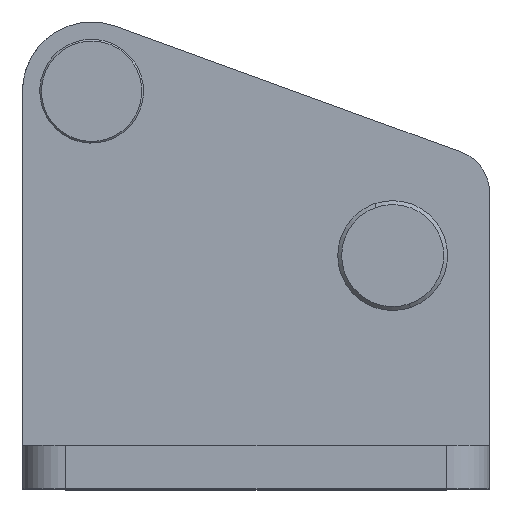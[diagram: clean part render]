
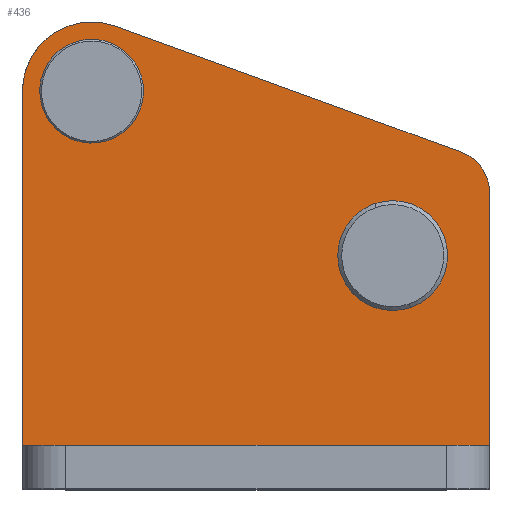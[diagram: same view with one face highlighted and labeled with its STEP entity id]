
A CAD part, top view. The second image highlights one B-rep face of the part: STEP entity #436.
In plain terms, the highlighted face is planar.
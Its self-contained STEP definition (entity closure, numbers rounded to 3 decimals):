
#23 = EDGE_CURVE ( 'NONE', #1792, #437, #201, .T. ) ;
#71 = CARTESIAN_POINT ( 'NONE',  ( -5., 5., 54. ) ) ;
#143 = LINE ( 'NONE', #1022, #1378 ) ;
#148 = CIRCLE ( 'NONE', #2854, 4.015 ) ;
#153 = LINE ( 'NONE', #1890, #678 ) ;
#171 = DIRECTION ( 'NONE',  ( -1., 0., 0. ) ) ;
#175 = AXIS2_PLACEMENT_3D ( 'NONE', #479, #2035, #698 ) ;
#201 = CIRCLE ( 'NONE', #1336, 5. ) ;
#206 = DIRECTION ( 'NONE',  ( 1., 0., 0. ) ) ;
#212 = CARTESIAN_POINT ( 'NONE',  ( -5., 34.27, 49. ) ) ;
#236 = VERTEX_POINT ( 'NONE', #71 ) ;
#269 = ORIENTED_EDGE ( 'NONE', *, *, #2394, .F. ) ;
#271 = EDGE_CURVE ( 'NONE', #1687, #2219, #2717, .T. ) ;
#330 = EDGE_LOOP ( 'NONE', ( #269, #684, #608, #1091, #394, #690 ) ) ;
#388 = LINE ( 'NONE', #2206, #2317 ) ;
#394 = ORIENTED_EDGE ( 'NONE', *, *, #1158, .F. ) ;
#420 = CARTESIAN_POINT ( 'NONE',  ( -5., 46., 3.985 ) ) ;
#436 = ADVANCED_FACE ( 'NONE', ( #2446, #1633, #1045 ), #1132, .F. ) ;
#437 = VERTEX_POINT ( 'NONE', #2436 ) ;
#463 = DIRECTION ( 'NONE',  ( -1., 0., 0. ) ) ;
#479 = CARTESIAN_POINT ( 'NONE',  ( -5., 27., 42.8 ) ) ;
#553 = CARTESIAN_POINT ( 'NONE',  ( -5., 46., 12.015 ) ) ;
#608 = ORIENTED_EDGE ( 'NONE', *, *, #2180, .F. ) ;
#678 = VECTOR ( 'NONE', #795, 1000. ) ;
#683 = AXIS2_PLACEMENT_3D ( 'NONE', #2260, #206, #1150 ) ;
#684 = ORIENTED_EDGE ( 'NONE', *, *, #837, .T. ) ;
#689 = ORIENTED_EDGE ( 'NONE', *, *, #2030, .F. ) ;
#690 = ORIENTED_EDGE ( 'NONE', *, *, #271, .F. ) ;
#698 = DIRECTION ( 'NONE',  ( 0., 0., 1. ) ) ;
#753 = CARTESIAN_POINT ( 'NONE',  ( -5., 5., 54. ) ) ;
#767 = EDGE_CURVE ( 'NONE', #2611, #1552, #1465, .T. ) ;
#795 = DIRECTION ( 'NONE',  ( 0., -1., 0. ) ) ;
#817 = DIRECTION ( 'NONE',  ( 0., 0., 1. ) ) ;
#837 = EDGE_CURVE ( 'NONE', #2564, #236, #143, .T. ) ;
#851 = CARTESIAN_POINT ( 'NONE',  ( -5., 46., 8. ) ) ;
#1005 = EDGE_LOOP ( 'NONE', ( #2728, #689 ) ) ;
#1009 = AXIS2_PLACEMENT_3D ( 'NONE', #1185, #2737, #1410 ) ;
#1022 = CARTESIAN_POINT ( 'NONE',  ( -5., 5., 27. ) ) ;
#1029 = ORIENTED_EDGE ( 'NONE', *, *, #767, .F. ) ;
#1045 = FACE_OUTER_BOUND ( 'NONE', #330, .T. ) ;
#1091 = ORIENTED_EDGE ( 'NONE', *, *, #23, .F. ) ;
#1095 = DIRECTION ( 'NONE',  ( 0., -0.342, 0.94 ) ) ;
#1132 = PLANE ( 'NONE',  #2730 ) ;
#1150 = DIRECTION ( 'NONE',  ( 0., 0., 1. ) ) ;
#1158 = EDGE_CURVE ( 'NONE', #2219, #1792, #388, .T. ) ;
#1185 = CARTESIAN_POINT ( 'NONE',  ( -5., 27., 42.8 ) ) ;
#1336 = AXIS2_PLACEMENT_3D ( 'NONE', #212, #1542, #2378 ) ;
#1377 = DIRECTION ( 'NONE',  ( 0., 0., -1. ) ) ;
#1378 = VECTOR ( 'NONE', #817, 1000. ) ;
#1379 = LINE ( 'NONE', #2858, #2554 ) ;
#1381 = CARTESIAN_POINT ( 'NONE',  ( -5., 5., 0. ) ) ;
#1410 = DIRECTION ( 'NONE',  ( 0., 0., 1. ) ) ;
#1465 = CIRCLE ( 'NONE', #2843, 4.015 ) ;
#1471 = CARTESIAN_POINT ( 'NONE',  ( -5., 53.518, 10.736 ) ) ;
#1498 = DIRECTION ( 'NONE',  ( 0., 0., 1. ) ) ;
#1542 = DIRECTION ( 'NONE',  ( 1., 0., 0. ) ) ;
#1552 = VERTEX_POINT ( 'NONE', #553 ) ;
#1588 = DIRECTION ( 'NONE',  ( 1., 0., 0. ) ) ;
#1633 = FACE_BOUND ( 'NONE', #2583, .T. ) ;
#1687 = VERTEX_POINT ( 'NONE', #2655 ) ;
#1792 = VERTEX_POINT ( 'NONE', #2848 ) ;
#1795 = CARTESIAN_POINT ( 'NONE',  ( -5., 46., 8. ) ) ;
#1838 = VERTEX_POINT ( 'NONE', #2536 ) ;
#1849 = ORIENTED_EDGE ( 'NONE', *, *, #2490, .F. ) ;
#1890 = CARTESIAN_POINT ( 'NONE',  ( -5., 17.135, 54. ) ) ;
#2019 = DIRECTION ( 'NONE',  ( 0., 0., 1. ) ) ;
#2030 = EDGE_CURVE ( 'NONE', #2541, #1838, #2210, .T. ) ;
#2035 = DIRECTION ( 'NONE',  ( -1., 0., 0. ) ) ;
#2180 = EDGE_CURVE ( 'NONE', #437, #236, #153, .T. ) ;
#2206 = CARTESIAN_POINT ( 'NONE',  ( -5., 53.518, 10.736 ) ) ;
#2210 = CIRCLE ( 'NONE', #175, 6.35 ) ;
#2219 = VERTEX_POINT ( 'NONE', #1471 ) ;
#2260 = CARTESIAN_POINT ( 'NONE',  ( -5., 46., 8. ) ) ;
#2317 = VECTOR ( 'NONE', #1095, 1000. ) ;
#2378 = DIRECTION ( 'NONE',  ( 0., 0., 1. ) ) ;
#2394 = EDGE_CURVE ( 'NONE', #2564, #1687, #1379, .T. ) ;
#2436 = CARTESIAN_POINT ( 'NONE',  ( -5., 34.27, 54. ) ) ;
#2446 = FACE_BOUND ( 'NONE', #1005, .T. ) ;
#2481 = CARTESIAN_POINT ( 'NONE',  ( -5., 27., 36.45 ) ) ;
#2490 = EDGE_CURVE ( 'NONE', #1552, #2611, #148, .T. ) ;
#2536 = CARTESIAN_POINT ( 'NONE',  ( -5., 27., 49.15 ) ) ;
#2541 = VERTEX_POINT ( 'NONE', #2481 ) ;
#2554 = VECTOR ( 'NONE', #2841, 1000. ) ;
#2564 = VERTEX_POINT ( 'NONE', #1381 ) ;
#2583 = EDGE_LOOP ( 'NONE', ( #1849, #1029 ) ) ;
#2611 = VERTEX_POINT ( 'NONE', #420 ) ;
#2635 = CIRCLE ( 'NONE', #1009, 6.35 ) ;
#2655 = CARTESIAN_POINT ( 'NONE',  ( -5., 46., 0. ) ) ;
#2717 = CIRCLE ( 'NONE', #683, 8. ) ;
#2728 = ORIENTED_EDGE ( 'NONE', *, *, #2826, .F. ) ;
#2730 = AXIS2_PLACEMENT_3D ( 'NONE', #753, #1588, #1377 ) ;
#2737 = DIRECTION ( 'NONE',  ( -1., 0., 0. ) ) ;
#2826 = EDGE_CURVE ( 'NONE', #1838, #2541, #2635, .T. ) ;
#2841 = DIRECTION ( 'NONE',  ( 0., 1., 0. ) ) ;
#2843 = AXIS2_PLACEMENT_3D ( 'NONE', #851, #171, #1498 ) ;
#2848 = CARTESIAN_POINT ( 'NONE',  ( -5., 38.968, 50.71 ) ) ;
#2854 = AXIS2_PLACEMENT_3D ( 'NONE', #1795, #463, #2019 ) ;
#2858 = CARTESIAN_POINT ( 'NONE',  ( -5., 29.647, 0. ) ) ;
